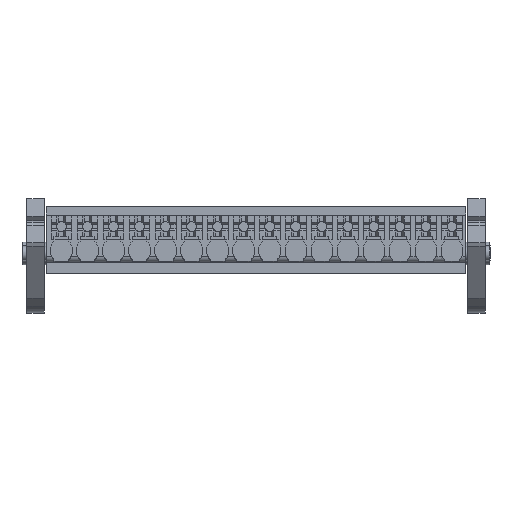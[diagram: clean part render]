
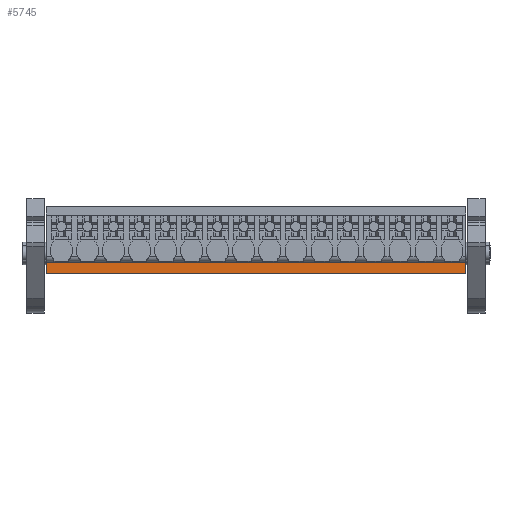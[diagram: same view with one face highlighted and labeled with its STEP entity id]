
A CAD part, top view. The second image highlights one B-rep face of the part: STEP entity #5745.
In plain terms, the highlighted planar face has unit normal (0, 0, 1).
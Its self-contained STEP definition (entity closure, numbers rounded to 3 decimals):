
#5725=AXIS2_PLACEMENT_3D('Plane Axis2P3D',#5722,#5723,#5724) ;
#105=CARTESIAN_POINT('Vertex',(3.25,5.297,20.4)) ;
#108=CARTESIAN_POINT('Line Origine',(3.25,6.06,20.4)) ;
#112=CARTESIAN_POINT('Vertex',(3.25,6.822,20.4)) ;
#5084=CARTESIAN_POINT('Vertex',(59.65,5.297,20.4)) ;
#5087=CARTESIAN_POINT('Line Origine',(31.45,5.297,20.4)) ;
#5722=CARTESIAN_POINT('Axis2P3D Location',(45.43,6.822,20.4)) ;
#5727=CARTESIAN_POINT('Line Origine',(59.65,6.059,20.4)) ;
#5731=CARTESIAN_POINT('Vertex',(59.65,6.822,20.4)) ;
#5734=CARTESIAN_POINT('Line Origine',(31.45,6.822,20.4)) ;
#109=DIRECTION('Vector Direction',(0.,1.,0.)) ;
#5088=DIRECTION('Vector Direction',(1.,0.,0.)) ;
#5723=DIRECTION('Axis2P3D Direction',(-0.,0.,1.)) ;
#5724=DIRECTION('Axis2P3D XDirection',(0.,-1.,0.)) ;
#5728=DIRECTION('Vector Direction',(0.,-1.,0.)) ;
#5735=DIRECTION('Vector Direction',(-1.,0.,0.)) ;
#110=VECTOR('Line Direction',#109,1.) ;
#5089=VECTOR('Line Direction',#5088,1.) ;
#5729=VECTOR('Line Direction',#5728,1.) ;
#5736=VECTOR('Line Direction',#5735,1.) ;
#5740=ORIENTED_EDGE('',*,*,#5091,.T.) ;
#5741=ORIENTED_EDGE('',*,*,#5733,.F.) ;
#5742=ORIENTED_EDGE('',*,*,#5738,.T.) ;
#5743=ORIENTED_EDGE('',*,*,#114,.T.) ;
#5745=ADVANCED_FACE('HOUSING',(#5744),#5726,.T.) ;
#114=EDGE_CURVE('',#113,#106,#111,.F.) ;
#5091=EDGE_CURVE('',#106,#5085,#5090,.T.) ;
#5733=EDGE_CURVE('',#5732,#5085,#5730,.T.) ;
#5738=EDGE_CURVE('',#5732,#113,#5737,.T.) ;
#5739=EDGE_LOOP('',(#5740,#5741,#5742,#5743)) ;
#5744=FACE_OUTER_BOUND('',#5739,.T.) ;
#111=LINE('Line',#108,#110) ;
#5090=LINE('Line',#5087,#5089) ;
#5730=LINE('Line',#5727,#5729) ;
#5737=LINE('Line',#5734,#5736) ;
#5726=PLANE('',#5725) ;
#106=VERTEX_POINT('',#105) ;
#113=VERTEX_POINT('',#112) ;
#5085=VERTEX_POINT('',#5084) ;
#5732=VERTEX_POINT('',#5731) ;
